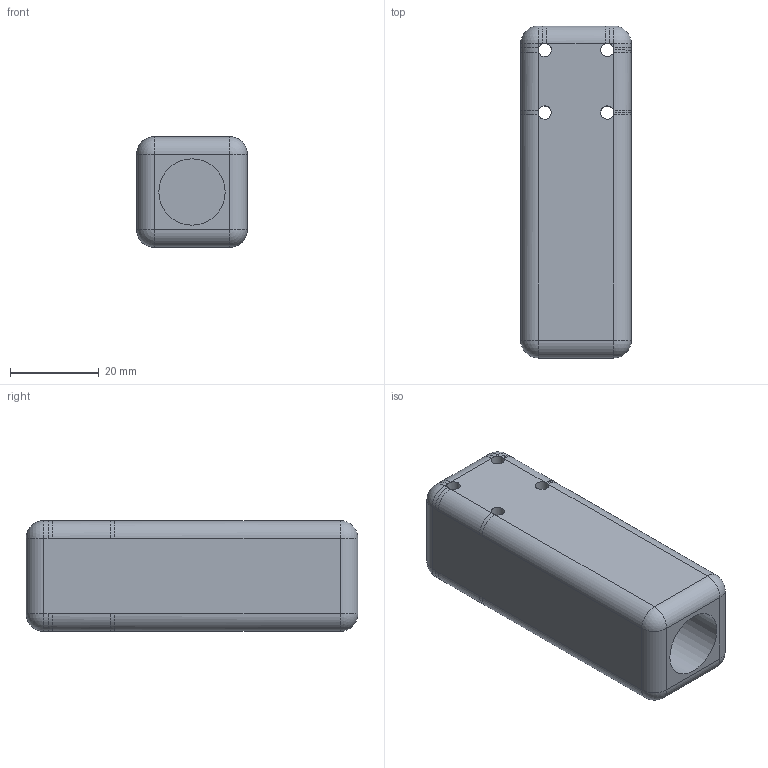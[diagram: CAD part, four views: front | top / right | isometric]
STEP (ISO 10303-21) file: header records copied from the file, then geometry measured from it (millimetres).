
FILE_DESCRIPTION(('FreeCAD Model'),'2;1');
FILE_NAME('Open CASCADE Shape Model','2025-11-09T13:24:51',('Author'),( ''),'Open CASCADE STEP processor 7.8','FreeCAD','Unknown');
FILE_SCHEMA(('AUTOMOTIVE_DESIGN { 1 0 10303 214 1 1 1 1 }'));
Length unit declared in the file: millimetre
Products named in the file (1): Fillet
Bounding box: 25 x 75 x 25 mm (x, y, z)
Volume: 37468.5 mm3; surface area: 10644.4 mm2
Topology: 1 solids, 1 shells, 64 faces, 163 edges, 86 vertices
Faces by surface type: cylinder 29, bspline 16, plane 11, sphere 8
Full cylindrical faces by diameter (mm): 3 x4, 15 x1
Entity records: 2071 total; most frequent: CARTESIAN_POINT 730, ORIENTED_EDGE 310, DIRECTION 259, EDGE_CURVE 155, AXIS2_PLACEMENT_3D 103, VERTEX_POINT 86, FACE_BOUND 65, EDGE_LOOP 65
